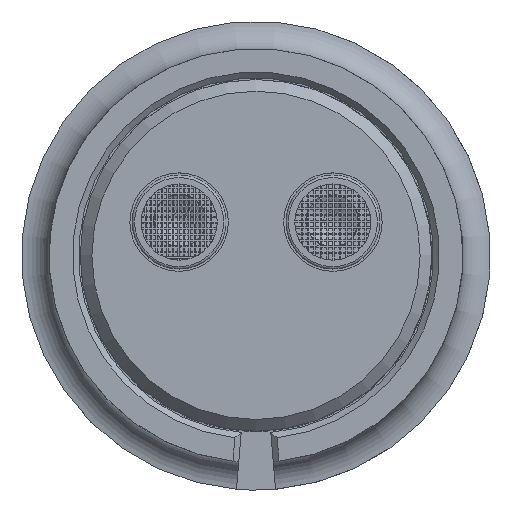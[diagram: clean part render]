
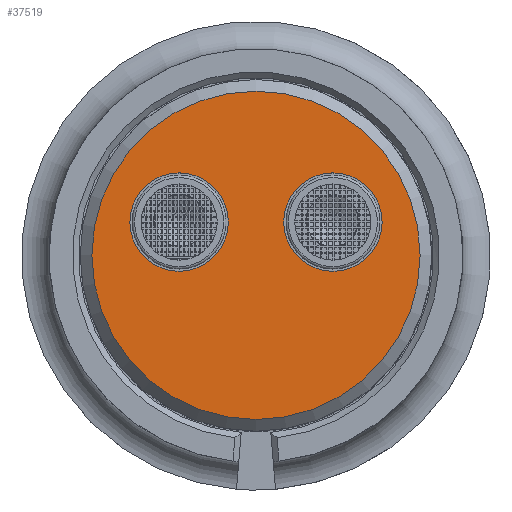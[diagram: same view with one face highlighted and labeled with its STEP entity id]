
A CAD part, top view. The second image highlights one B-rep face of the part: STEP entity #37519.
In plain terms, the highlighted planar face has unit normal (0, 0, 1).
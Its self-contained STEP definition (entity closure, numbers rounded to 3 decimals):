
#174=FACE_BOUND('',#3149,.T.);
#175=FACE_BOUND('',#3150,.T.);
#866=CIRCLE('',#39537,8.4);
#867=CIRCLE('',#39539,8.4);
#868=CIRCLE('',#39543,28.);
#1254=FACE_OUTER_BOUND('',#3148,.T.);
#3148=EDGE_LOOP('',(#25045));
#3149=EDGE_LOOP('',(#25046));
#3150=EDGE_LOOP('',(#25047));
#15751=VERTEX_POINT('',#51622);
#15752=VERTEX_POINT('',#51626);
#15753=VERTEX_POINT('',#51632);
#19425=EDGE_CURVE('',#15751,#15751,#866,.T.);
#19427=EDGE_CURVE('',#15752,#15752,#867,.T.);
#19429=EDGE_CURVE('',#15753,#15753,#868,.T.);
#25045=ORIENTED_EDGE('',*,*,#19429,.F.);
#25046=ORIENTED_EDGE('',*,*,#19425,.T.);
#25047=ORIENTED_EDGE('',*,*,#19427,.T.);
#35717=PLANE('',#39544);
#37519=ADVANCED_FACE('',(#1254,#174,#175),#35717,.T.);
#39537=AXIS2_PLACEMENT_3D('',#51623,#42005,#42006);
#39539=AXIS2_PLACEMENT_3D('',#51627,#42010,#42011);
#39543=AXIS2_PLACEMENT_3D('',#51633,#42019,#42020);
#39544=AXIS2_PLACEMENT_3D('',#51635,#42022,#42023);
#42005=DIRECTION('center_axis',(0.,0.,-1.));
#42006=DIRECTION('ref_axis',(1.,0.,0.));
#42010=DIRECTION('center_axis',(0.,0.,-1.));
#42011=DIRECTION('ref_axis',(1.,0.,0.));
#42019=DIRECTION('center_axis',(0.,0.,-1.));
#42020=DIRECTION('ref_axis',(1.,0.,0.));
#42022=DIRECTION('center_axis',(0.,0.,1.));
#42023=DIRECTION('ref_axis',(1.,0.,0.));
#51622=CARTESIAN_POINT('',(-21.52,0.,6.9));
#51623=CARTESIAN_POINT('Origin',(-13.12,0.,6.9));
#51626=CARTESIAN_POINT('',(4.72,0.,6.9));
#51627=CARTESIAN_POINT('Origin',(13.12,0.,6.9));
#51632=CARTESIAN_POINT('',(-28.,-5.663,6.9));
#51633=CARTESIAN_POINT('Origin',(0.,-5.663,6.9));
#51635=CARTESIAN_POINT('Origin',(0.,-5.663,6.9));
